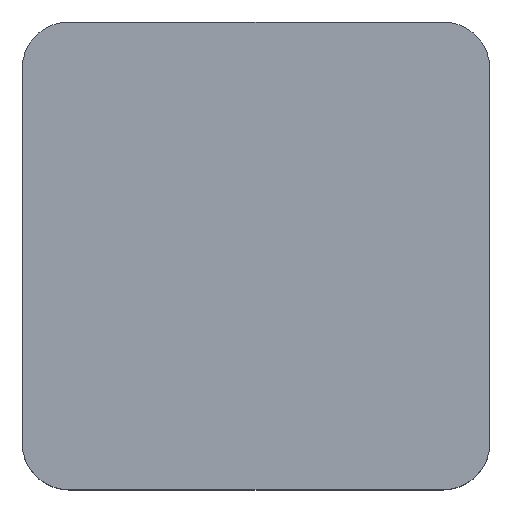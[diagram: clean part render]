
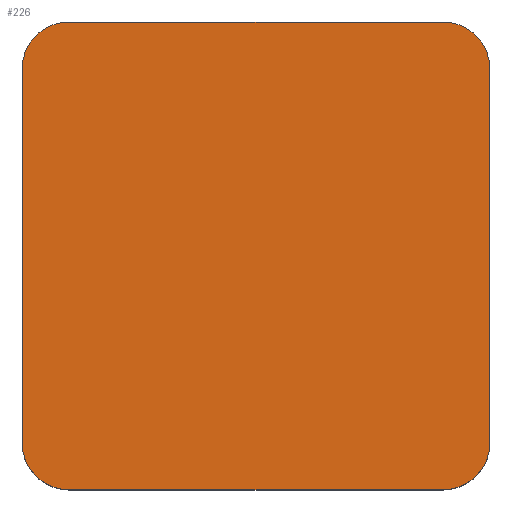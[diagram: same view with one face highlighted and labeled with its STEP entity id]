
A CAD part, top view. The second image highlights one B-rep face of the part: STEP entity #226.
In plain terms, the highlighted planar face has unit normal (0, 0, 1).
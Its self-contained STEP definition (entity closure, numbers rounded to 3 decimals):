
#32=CARTESIAN_POINT('',(5.,5.9,1.9));
#33=VERTEX_POINT('',#32);
#34=CARTESIAN_POINT('',(5.,-2.1,1.9));
#35=VERTEX_POINT('',#34);
#36=CARTESIAN_POINT('',(5.,5.9,1.9));
#37=DIRECTION('',(0.,-1.,0.));
#38=VECTOR('',#37,8.);
#39=LINE('',#36,#38);
#40=EDGE_CURVE('',#33,#35,#39,.T.);
#82=CARTESIAN_POINT('',(4.,-3.1,1.9));
#83=VERTEX_POINT('',#82);
#90=CARTESIAN_POINT('',(-4.,-3.1,1.9));
#91=VERTEX_POINT('',#90);
#92=CARTESIAN_POINT('',(4.,-3.1,1.9));
#93=DIRECTION('',(-1.,0.,0.));
#94=VECTOR('',#93,8.);
#95=LINE('',#92,#94);
#96=EDGE_CURVE('',#83,#91,#95,.T.);
#122=CARTESIAN_POINT('',(-5.,-2.1,1.9));
#123=VERTEX_POINT('',#122);
#130=CARTESIAN_POINT('',(-5.,5.9,1.9));
#131=VERTEX_POINT('',#130);
#132=CARTESIAN_POINT('',(-5.,-2.1,1.9));
#133=DIRECTION('',(0.,1.,-0.));
#134=VECTOR('',#133,8.);
#135=LINE('',#132,#134);
#136=EDGE_CURVE('',#123,#131,#135,.T.);
#152=CARTESIAN_POINT('',(-4.,6.9,1.9));
#153=VERTEX_POINT('',#152);
#154=CARTESIAN_POINT('',(4.,6.9,1.9));
#155=VERTEX_POINT('',#154);
#156=CARTESIAN_POINT('',(-4.,6.9,1.9));
#157=DIRECTION('',(1.,0.,-0.));
#158=VECTOR('',#157,8.);
#159=LINE('',#156,#158);
#160=EDGE_CURVE('',#153,#155,#159,.T.);
#187=CARTESIAN_POINT('',(0.,1.9,1.9));
#188=DIRECTION('',(0.,-0.,-1.));
#189=DIRECTION('',(0.,1.,-0.));
#190=AXIS2_PLACEMENT_3D('',#187,#188,#189);
#191=PLANE('',#190);
#192=ORIENTED_EDGE('',*,*,#96,.F.);
#193=CARTESIAN_POINT('',(4.,-2.1,1.9));
#194=DIRECTION('',(-0.,0.,1.));
#195=DIRECTION('',(0.,1.,-0.));
#196=AXIS2_PLACEMENT_3D('',#193,#194,#195);
#197=CIRCLE('',#196,1.);
#198=EDGE_CURVE('',#83,#35,#197,.T.);
#199=ORIENTED_EDGE('',*,*,#198,.T.);
#200=ORIENTED_EDGE('',*,*,#40,.F.);
#201=CARTESIAN_POINT('',(4.,5.9,1.9));
#202=DIRECTION('',(-0.,0.,1.));
#203=DIRECTION('',(0.,1.,-0.));
#204=AXIS2_PLACEMENT_3D('',#201,#202,#203);
#205=CIRCLE('',#204,1.);
#206=EDGE_CURVE('',#33,#155,#205,.T.);
#207=ORIENTED_EDGE('',*,*,#206,.T.);
#208=ORIENTED_EDGE('',*,*,#160,.F.);
#209=CARTESIAN_POINT('',(-4.,5.9,1.9));
#210=DIRECTION('',(-0.,0.,1.));
#211=DIRECTION('',(0.,1.,-0.));
#212=AXIS2_PLACEMENT_3D('',#209,#210,#211);
#213=CIRCLE('',#212,1.);
#214=EDGE_CURVE('',#153,#131,#213,.T.);
#215=ORIENTED_EDGE('',*,*,#214,.T.);
#216=ORIENTED_EDGE('',*,*,#136,.F.);
#217=CARTESIAN_POINT('',(-4.,-2.1,1.9));
#218=DIRECTION('',(-0.,0.,1.));
#219=DIRECTION('',(0.,1.,-0.));
#220=AXIS2_PLACEMENT_3D('',#217,#218,#219);
#221=CIRCLE('',#220,1.);
#222=EDGE_CURVE('',#123,#91,#221,.T.);
#223=ORIENTED_EDGE('',*,*,#222,.T.);
#224=EDGE_LOOP('',(#192,#199,#200,#207,#208,#215,#216,#223));
#225=FACE_BOUND('',#224,.T.);
#226=ADVANCED_FACE('',(#225),#191,.F.);
